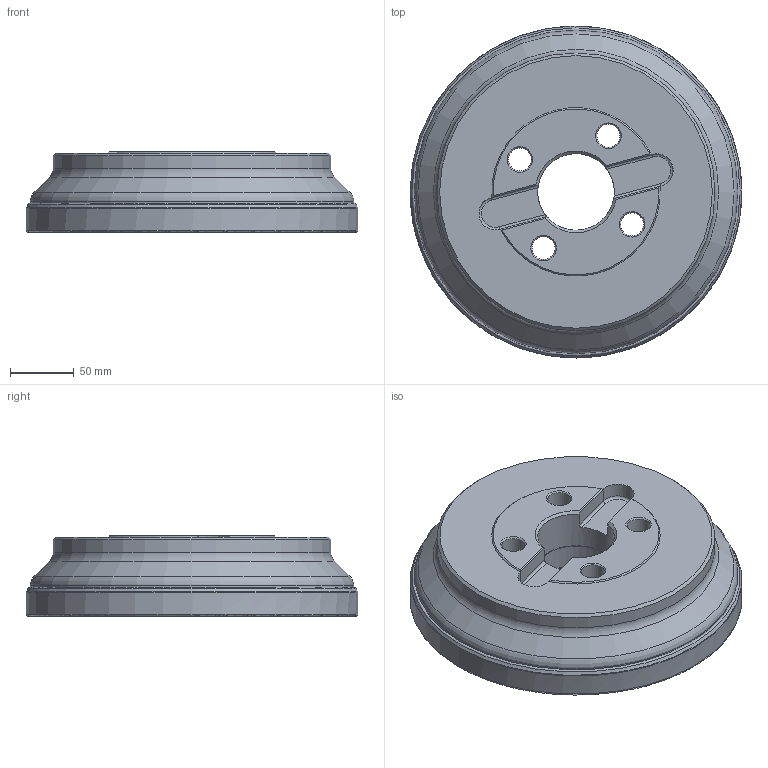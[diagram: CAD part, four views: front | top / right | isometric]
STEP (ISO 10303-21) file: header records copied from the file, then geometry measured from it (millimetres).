
FILE_DESCRIPTION(/* description */ (''),/* implementation_level */ '2;1');
FILE_NAME(/* name */ '260C12R-F90TB27X_115009573ndi000_00-SIM.stp',/* time_stamp */ '2019-12-19T08:20:22+01:00',/* author */ (''),/* organization */ (''),/* preprocessor_version */ 'ST-DEVELOPER v16.7',/* originating_system */ 'SIEMENS PLM Software NX 12.0',/* authorisation */ '');
FILE_SCHEMA (('AUTOMOTIVE_DESIGN { 1 0 10303 214 3 1 1 1 }'));
Length unit declared in the file: millimetre
Products named in the file (1): hm150B18C735qxwe
Bounding box: 260.01 x 260 x 62.99 mm (x, y, z)
Volume: 2484590 mm3; surface area: 208555.4 mm2
Topology: 2 solids, 2 shells, 78 faces, 192 edges, 119 vertices
Faces by surface type: cone 21, cylinder 17, plane 17, revolution 12, torus 7, bspline 4
Full cylindrical faces by diameter (mm): 18 x4, 26 x4, 60 x1, 62 x1, 217.5 x1
Entity records: 2835 total; most frequent: CARTESIAN_POINT 1253, DIRECTION 322, ORIENTED_EDGE 242, EDGE_LOOP 140, AXIS2_PLACEMENT_3D 138, EDGE_CURVE 121, FACE_BOUND 118, VERTEX_POINT 97
